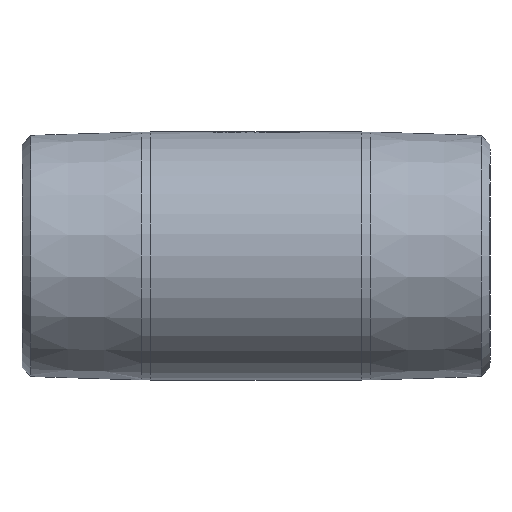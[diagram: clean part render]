
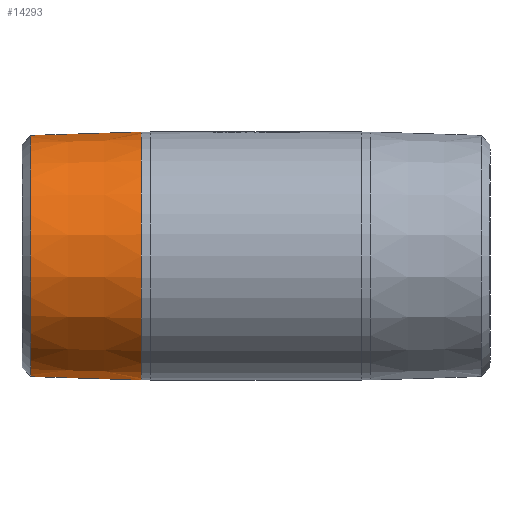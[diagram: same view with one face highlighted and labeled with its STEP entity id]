
A CAD part, front view. The second image highlights one B-rep face of the part: STEP entity #14293.
In plain terms, the highlighted conical face has half-angle 1.79 degrees and reference radius 20.955 mm.
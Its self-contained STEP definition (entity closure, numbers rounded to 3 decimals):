
#1997 = ORIENTED_EDGE ( 'NONE', *, *, #8176, .T. ) ;
#2137 = CARTESIAN_POINT ( 'NONE',  ( -38.472, 0., -20.606 ) ) ;
#2525 = DIRECTION ( 'NONE',  ( 0., 0., 1. ) ) ;
#2951 = CARTESIAN_POINT ( 'NONE',  ( -19.62, 0., -21.195 ) ) ;
#2978 = DIRECTION ( 'NONE',  ( 1., 0., -0.031 ) ) ;
#4001 = EDGE_CURVE ( 'NONE', #11474, #10458, #14667, .T. ) ;
#4141 = CARTESIAN_POINT ( 'NONE',  ( -19.62, 0., 0. ) ) ;
#4295 = DIRECTION ( 'NONE',  ( 0., 0., 1. ) ) ;
#4727 = CIRCLE ( 'NONE', #6395, 20.606 ) ;
#5763 = LINE ( 'NONE', #8623, #6956 ) ;
#5969 = VERTEX_POINT ( 'NONE', #9387 ) ;
#6395 = AXIS2_PLACEMENT_3D ( 'NONE', #8906, #13889, #2525 ) ;
#6455 = VERTEX_POINT ( 'NONE', #2137 ) ;
#6956 = VECTOR ( 'NONE', #8412, 1000. ) ;
#7121 = EDGE_CURVE ( 'NONE', #5969, #10458, #5763, .T. ) ;
#8176 = EDGE_CURVE ( 'NONE', #6455, #11474, #12918, .T. ) ;
#8354 = ORIENTED_EDGE ( 'NONE', *, *, #9370, .F. ) ;
#8412 = DIRECTION ( 'NONE',  ( 1., 0., 0.031 ) ) ;
#8623 = CARTESIAN_POINT ( 'NONE',  ( -27.3, 0., 20.955 ) ) ;
#8906 = CARTESIAN_POINT ( 'NONE',  ( -38.472, 0., 0. ) ) ;
#9221 = DIRECTION ( 'NONE',  ( -1., 0., 0. ) ) ;
#9370 = EDGE_CURVE ( 'NONE', #6455, #5969, #4727, .T. ) ;
#9387 = CARTESIAN_POINT ( 'NONE',  ( -38.472, 0., 20.606 ) ) ;
#9873 = ORIENTED_EDGE ( 'NONE', *, *, #4001, .T. ) ;
#10291 = FACE_OUTER_BOUND ( 'NONE', #15309, .T. ) ;
#10458 = VERTEX_POINT ( 'NONE', #11745 ) ;
#11014 = VECTOR ( 'NONE', #2978, 1000. ) ;
#11474 = VERTEX_POINT ( 'NONE', #2951 ) ;
#11608 = AXIS2_PLACEMENT_3D ( 'NONE', #4141, #9221, #4295 ) ;
#11745 = CARTESIAN_POINT ( 'NONE',  ( -19.62, 0., 21.195 ) ) ;
#12918 = LINE ( 'NONE', #13054, #11014 ) ;
#13054 = CARTESIAN_POINT ( 'NONE',  ( -27.3, 0., -20.955 ) ) ;
#13402 = AXIS2_PLACEMENT_3D ( 'NONE', #14500, #15594, #14439 ) ;
#13416 = CONICAL_SURFACE ( 'NONE', #13402, 20.955, 0.031 ) ;
#13641 = ORIENTED_EDGE ( 'NONE', *, *, #7121, .F. ) ;
#13889 = DIRECTION ( 'NONE',  ( -1., 0., 0. ) ) ;
#14293 = ADVANCED_FACE ( 'NONE', ( #10291 ), #13416, .T. ) ;
#14439 = DIRECTION ( 'NONE',  ( 0., 0., -1. ) ) ;
#14500 = CARTESIAN_POINT ( 'NONE',  ( -27.3, 0., 0. ) ) ;
#14667 = CIRCLE ( 'NONE', #11608, 21.195 ) ;
#15309 = EDGE_LOOP ( 'NONE', ( #13641, #8354, #1997, #9873 ) ) ;
#15594 = DIRECTION ( 'NONE',  ( 1., 0., 0. ) ) ;
